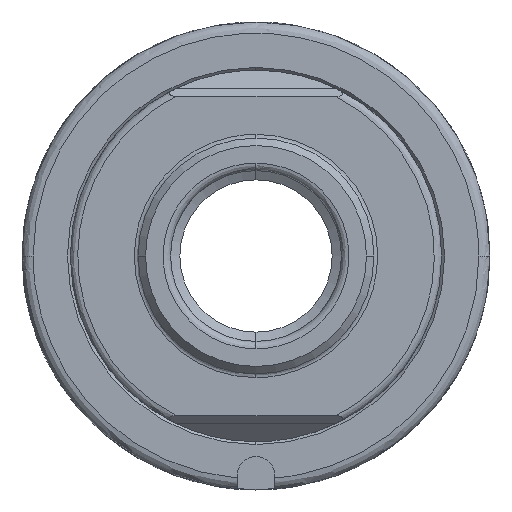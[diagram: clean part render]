
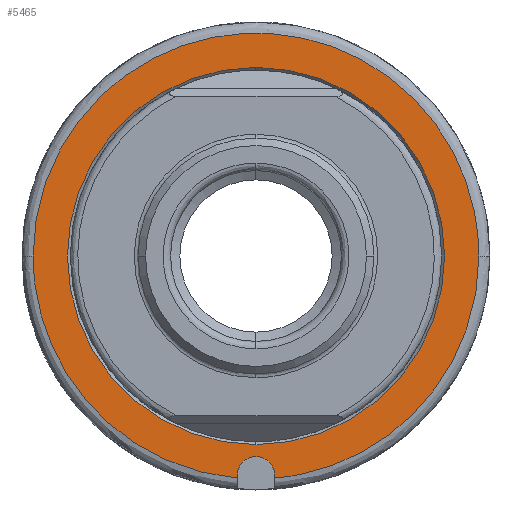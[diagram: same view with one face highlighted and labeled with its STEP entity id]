
A CAD part, left-side view. The second image highlights one B-rep face of the part: STEP entity #5465.
In plain terms, the highlighted planar face has unit normal (-1, 0, 0).
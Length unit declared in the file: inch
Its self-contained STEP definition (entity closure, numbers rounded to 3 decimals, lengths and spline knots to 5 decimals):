
#10 = CARTESIAN_POINT ( 'NONE',  ( 0., -1.1811, -0.69187 ) ) ;
#282 = VECTOR ( 'NONE', #3021, 39.37008 ) ;
#304 = CARTESIAN_POINT ( 'NONE',  ( 0., 1.16142, -0.09843 ) ) ;
#359 = FACE_OUTER_BOUND ( 'NONE', #6316, .T. ) ;
#578 = ORIENTED_EDGE ( 'NONE', *, *, #6073, .T. ) ;
#948 = PLANE ( 'NONE',  #2500 ) ;
#1020 = CARTESIAN_POINT ( 'NONE',  ( 0., 0.99953, 0. ) ) ;
#1052 = FACE_BOUND ( 'NONE', #1899, .T. ) ;
#1066 = EDGE_CURVE ( 'NONE', #2951, #8327, #8392, .T. ) ;
#1109 = DIRECTION ( 'NONE',  ( -1., 0., 0. ) ) ;
#1165 = VERTEX_POINT ( 'NONE', #7131 ) ;
#1327 = ORIENTED_EDGE ( 'NONE', *, *, #4549, .F. ) ;
#1344 = CARTESIAN_POINT ( 'NONE',  ( 0., 1.12308, -0.74312 ) ) ;
#1500 = CARTESIAN_POINT ( 'NONE',  ( 0., 1.17699, -0.09843 ) ) ;
#1661 = CARTESIAN_POINT ( 'NONE',  ( 0., -0.69187, -1.1811 ) ) ;
#1776 = CARTESIAN_POINT ( 'NONE',  ( 0., -0.99953, 0. ) ) ;
#1856 = CARTESIAN_POINT ( 'NONE',  ( 0., 0.64694, 1.1811 ) ) ;
#1899 = EDGE_LOOP ( 'NONE', ( #578, #5229 ) ) ;
#2100 = DIRECTION ( 'NONE',  ( 0., -1., 0. ) ) ;
#2135 = VERTEX_POINT ( 'NONE', #7803 ) ;
#2186 = VERTEX_POINT ( 'NONE', #1776 ) ;
#2500 = AXIS2_PLACEMENT_3D ( 'NONE', #7092, #1109, #4178 ) ;
#2742 = CARTESIAN_POINT ( 'NONE',  ( 0., 0., -1.1811 ) ) ;
#2812 = CARTESIAN_POINT ( 'NONE',  ( 0., 0.64694, -1.1811 ) ) ;
#2951 = VERTEX_POINT ( 'NONE', #304 ) ;
#3021 = DIRECTION ( 'NONE',  ( 0., 1., 0. ) ) ;
#3117 = ORIENTED_EDGE ( 'NONE', *, *, #8952, .F. ) ;
#3273 = CARTESIAN_POINT ( 'NONE',  ( 0., -0.69187, 1.1811 ) ) ;
#3528 = VERTEX_POINT ( 'NONE', #2742 ) ;
#3849 = AXIS2_PLACEMENT_3D ( 'NONE', #7032, #7777, #8530 ) ;
#4178 = DIRECTION ( 'NONE',  ( 0., -1., 0. ) ) ;
#4268 =( BOUNDED_CURVE ( )  B_SPLINE_CURVE ( 3, ( #6895, #3273, #6240, #8400, #10, #1661, #6336 ),
 .UNSPECIFIED., .F., .F. ) 
 B_SPLINE_CURVE_WITH_KNOTS ( ( 4, 3, 4 ),
 ( 0., 0.33934, 0.67868 ),
 .UNSPECIFIED. ) 
 CURVE ( )  GEOMETRIC_REPRESENTATION_ITEM ( )  RATIONAL_B_SPLINE_CURVE ( ( 1., 0.805, 0.805, 1., 0.805, 0.805, 1. ) ) 
 REPRESENTATION_ITEM ( '' )  );
#4383 =( BOUNDED_CURVE ( )  B_SPLINE_CURVE ( 3, ( #8733, #8838, #1856, #4916 ),
 .UNSPECIFIED., .F., .F. ) 
 B_SPLINE_CURVE_WITH_KNOTS ( ( 4, 4 ),
 ( 0., 1. ),
 .UNSPECIFIED. ) 
 CURVE ( )  GEOMETRIC_REPRESENTATION_ITEM ( )  RATIONAL_B_SPLINE_CURVE ( ( 1., 0.824, 0.824, 1. ) ) 
 REPRESENTATION_ITEM ( '' )  );
#4520 = CARTESIAN_POINT ( 'NONE',  ( 0., 1.24016, 0.09843 ) ) ;
#4549 = EDGE_CURVE ( 'NONE', #7475, #1165, #4383, .T. ) ;
#4617 = CARTESIAN_POINT ( 'NONE',  ( 0., 1.17699, 0.09843 ) ) ;
#4916 = CARTESIAN_POINT ( 'NONE',  ( 0., 0., 1.1811 ) ) ;
#4971 = ORIENTED_EDGE ( 'NONE', *, *, #6202, .T. ) ;
#5093 = EDGE_CURVE ( 'NONE', #2135, #2951, #8182, .T. ) ;
#5229 = ORIENTED_EDGE ( 'NONE', *, *, #9502, .T. ) ;
#5301 = AXIS2_PLACEMENT_3D ( 'NONE', #5800, #7459, #6659 ) ;
#5313 = DIRECTION ( 'NONE',  ( 0., -1., 0. ) ) ;
#5465 = ADVANCED_FACE ( 'NONE', ( #1052, #359 ), #948, .T. ) ;
#5478 = ORIENTED_EDGE ( 'NONE', *, *, #1066, .T. ) ;
#5657 = VECTOR ( 'NONE', #5313, 39.37008 ) ;
#5800 = CARTESIAN_POINT ( 'NONE',  ( 0., 0., 0. ) ) ;
#5922 = CARTESIAN_POINT ( 'NONE',  ( 0., 0., 0. ) ) ;
#6073 = EDGE_CURVE ( 'NONE', #2186, #7121, #7906, .T. ) ;
#6148 = AXIS2_PLACEMENT_3D ( 'NONE', #5922, #8973, #2100 ) ;
#6202 = EDGE_CURVE ( 'NONE', #7475, #2135, #9175, .T. ) ;
#6240 = CARTESIAN_POINT ( 'NONE',  ( 0., -1.1811, 0.69187 ) ) ;
#6316 = EDGE_LOOP ( 'NONE', ( #8942, #1327, #4971, #7717, #5478, #3117 ) ) ;
#6336 = CARTESIAN_POINT ( 'NONE',  ( 0., 0., -1.1811 ) ) ;
#6603 = EDGE_CURVE ( 'NONE', #1165, #3528, #4268, .T. ) ;
#6659 = DIRECTION ( 'NONE',  ( 0., -1., 0. ) ) ;
#6886 = CARTESIAN_POINT ( 'NONE',  ( 0., 1.24016, -0.09843 ) ) ;
#6895 = CARTESIAN_POINT ( 'NONE',  ( 0., 0., 1.1811 ) ) ;
#7032 = CARTESIAN_POINT ( 'NONE',  ( 0., 1.16142, 0. ) ) ;
#7092 = CARTESIAN_POINT ( 'NONE',  ( 0., 1.24016, 0. ) ) ;
#7121 = VERTEX_POINT ( 'NONE', #1020 ) ;
#7131 = CARTESIAN_POINT ( 'NONE',  ( 0., 0., 1.1811 ) ) ;
#7459 = DIRECTION ( 'NONE',  ( 1., 0., 0. ) ) ;
#7475 = VERTEX_POINT ( 'NONE', #4617 ) ;
#7717 = ORIENTED_EDGE ( 'NONE', *, *, #5093, .T. ) ;
#7777 = DIRECTION ( 'NONE',  ( 1., 0., 0. ) ) ;
#7803 = CARTESIAN_POINT ( 'NONE',  ( 0., 1.16142, 0.09843 ) ) ;
#7906 = CIRCLE ( 'NONE', #6148, 0.99953 ) ;
#8037 = CIRCLE ( 'NONE', #5301, 0.99953 ) ;
#8182 = CIRCLE ( 'NONE', #3849, 0.09843 ) ;
#8184 = CARTESIAN_POINT ( 'NONE',  ( 0., 0., -1.1811 ) ) ;
#8327 = VERTEX_POINT ( 'NONE', #8385 ) ;
#8385 = CARTESIAN_POINT ( 'NONE',  ( 0., 1.17699, -0.09843 ) ) ;
#8392 = LINE ( 'NONE', #6886, #282 ) ;
#8400 = CARTESIAN_POINT ( 'NONE',  ( 0., -1.1811, 0. ) ) ;
#8530 = DIRECTION ( 'NONE',  ( 0., 0., -1. ) ) ;
#8733 = CARTESIAN_POINT ( 'NONE',  ( 0., 1.17699, 0.09843 ) ) ;
#8838 = CARTESIAN_POINT ( 'NONE',  ( 0., 1.12308, 0.74312 ) ) ;
#8942 = ORIENTED_EDGE ( 'NONE', *, *, #6603, .F. ) ;
#8952 = EDGE_CURVE ( 'NONE', #3528, #8327, #8999, .T. ) ;
#8973 = DIRECTION ( 'NONE',  ( 1., 0., 0. ) ) ;
#8999 =( BOUNDED_CURVE ( )  B_SPLINE_CURVE ( 3, ( #8184, #2812, #1344, #1500 ),
 .UNSPECIFIED., .F., .F. ) 
 B_SPLINE_CURVE_WITH_KNOTS ( ( 4, 4 ),
 ( 0.67868, 1. ),
 .UNSPECIFIED. ) 
 CURVE ( )  GEOMETRIC_REPRESENTATION_ITEM ( )  RATIONAL_B_SPLINE_CURVE ( ( 1., 0.824, 0.824, 1. ) ) 
 REPRESENTATION_ITEM ( '' )  );
#9175 = LINE ( 'NONE', #4520, #5657 ) ;
#9502 = EDGE_CURVE ( 'NONE', #7121, #2186, #8037, .T. ) ;
